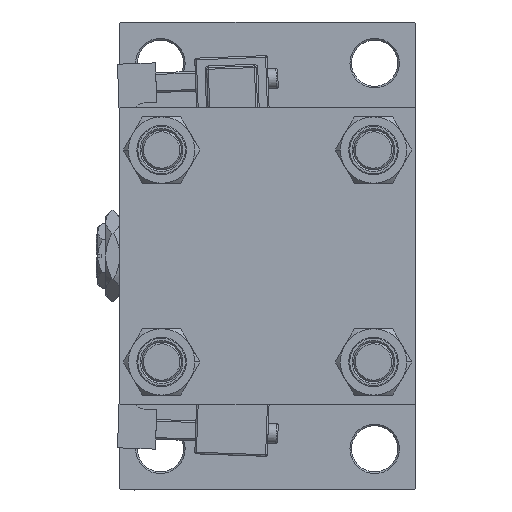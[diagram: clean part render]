
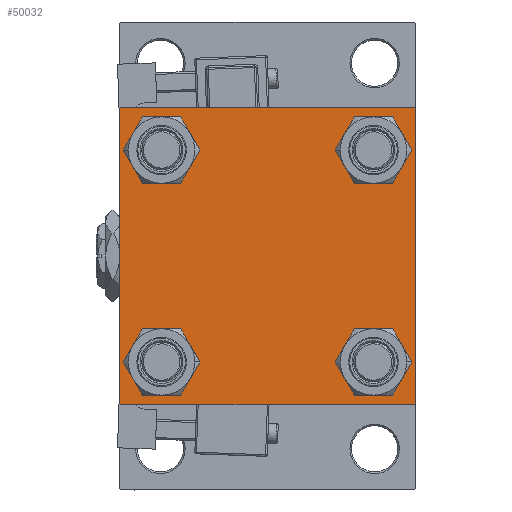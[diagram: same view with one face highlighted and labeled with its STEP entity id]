
A CAD part, left-side view. The second image highlights one B-rep face of the part: STEP entity #50032.
In plain terms, the highlighted planar face has unit normal (-1, 0, 0).
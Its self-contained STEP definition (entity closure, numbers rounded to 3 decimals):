
#154 = ORIENTED_EDGE ( 'NONE', *, *, #49166, .F. ) ;
#349 = DIRECTION ( 'NONE',  ( 1., 0., 0. ) ) ;
#419 = VECTOR ( 'NONE', #37576, 1000. ) ;
#574 = CARTESIAN_POINT ( 'NONE',  ( 0., -32.15, -32.15 ) ) ;
#715 = CARTESIAN_POINT ( 'NONE',  ( 0., 32.15, 25.65 ) ) ;
#811 = FACE_BOUND ( 'NONE', #5663, .T. ) ;
#1110 = ORIENTED_EDGE ( 'NONE', *, *, #39296, .T. ) ;
#1245 = EDGE_LOOP ( 'NONE', ( #38918, #16131 ) ) ;
#1671 = EDGE_LOOP ( 'NONE', ( #39039, #20678, #31969, #3133, #154, #48498, #12346, #36662 ) ) ;
#1706 = VERTEX_POINT ( 'NONE', #9916 ) ;
#3133 = ORIENTED_EDGE ( 'NONE', *, *, #49422, .T. ) ;
#3499 = CIRCLE ( 'NONE', #15985, 6.5 ) ;
#4817 = CARTESIAN_POINT ( 'NONE',  ( 0., 32.15, -25.65 ) ) ;
#4999 = CARTESIAN_POINT ( 'NONE',  ( 0., 32.15, -38.65 ) ) ;
#5214 = AXIS2_PLACEMENT_3D ( 'NONE', #49347, #45421, #36855 ) ;
#5326 = CIRCLE ( 'NONE', #5214, 6.5 ) ;
#5663 = EDGE_LOOP ( 'NONE', ( #17301, #1110 ) ) ;
#7448 = EDGE_CURVE ( 'NONE', #18614, #30344, #5326, .T. ) ;
#7743 = CIRCLE ( 'NONE', #36842, 6.5 ) ;
#7932 = VECTOR ( 'NONE', #33985, 1000. ) ;
#8493 = CARTESIAN_POINT ( 'NONE',  ( 0., 44.75, 44.75 ) ) ;
#8687 = EDGE_CURVE ( 'NONE', #41019, #22537, #7743, .T. ) ;
#8992 = VECTOR ( 'NONE', #44447, 1000. ) ;
#9009 = VERTEX_POINT ( 'NONE', #34132 ) ;
#9853 = DIRECTION ( 'NONE',  ( 0., 0., 1. ) ) ;
#9916 = CARTESIAN_POINT ( 'NONE',  ( 0., 32.15, 38.65 ) ) ;
#10285 = LINE ( 'NONE', #26714, #7932 ) ;
#10495 = CIRCLE ( 'NONE', #51239, 6.5 ) ;
#10507 = DIRECTION ( 'NONE',  ( 1., 0., 0. ) ) ;
#10689 = CARTESIAN_POINT ( 'NONE',  ( 0., 45., 45. ) ) ;
#11463 = VERTEX_POINT ( 'NONE', #50576 ) ;
#11794 = ORIENTED_EDGE ( 'NONE', *, *, #15807, .T. ) ;
#12035 = DIRECTION ( 'NONE',  ( 0., 0., 1. ) ) ;
#12346 = ORIENTED_EDGE ( 'NONE', *, *, #18570, .F. ) ;
#12967 = VERTEX_POINT ( 'NONE', #38151 ) ;
#13022 = CIRCLE ( 'NONE', #15536, 6.5 ) ;
#13483 = CARTESIAN_POINT ( 'NONE',  ( 0., -45., 44.5 ) ) ;
#13791 = VERTEX_POINT ( 'NONE', #41281 ) ;
#14007 = EDGE_CURVE ( 'NONE', #50512, #11463, #42261, .T. ) ;
#14164 = DIRECTION ( 'NONE',  ( 0., 0., 1. ) ) ;
#14326 = DIRECTION ( 'NONE',  ( 0., 0., -1. ) ) ;
#14426 = CARTESIAN_POINT ( 'NONE',  ( 0., -44.75, 44.75 ) ) ;
#15536 = AXIS2_PLACEMENT_3D ( 'NONE', #49694, #29655, #9853 ) ;
#15807 = EDGE_CURVE ( 'NONE', #29429, #23973, #10495, .T. ) ;
#15985 = AXIS2_PLACEMENT_3D ( 'NONE', #35517, #349, #44081 ) ;
#15995 = DIRECTION ( 'NONE',  ( 0., -0.707, -0.707 ) ) ;
#16074 = EDGE_CURVE ( 'NONE', #12967, #17672, #19291, .T. ) ;
#16131 = ORIENTED_EDGE ( 'NONE', *, *, #22556, .T. ) ;
#16331 = LINE ( 'NONE', #8493, #17947 ) ;
#16558 = EDGE_CURVE ( 'NONE', #23973, #29429, #18014, .T. ) ;
#16717 = FACE_BOUND ( 'NONE', #1245, .T. ) ;
#16780 = CARTESIAN_POINT ( 'NONE',  ( 0., 44.5, 45. ) ) ;
#16857 = ORIENTED_EDGE ( 'NONE', *, *, #7448, .T. ) ;
#16960 = EDGE_CURVE ( 'NONE', #30344, #18614, #13022, .T. ) ;
#17092 = VECTOR ( 'NONE', #14326, 1000. ) ;
#17301 = ORIENTED_EDGE ( 'NONE', *, *, #8687, .T. ) ;
#17672 = VERTEX_POINT ( 'NONE', #32905 ) ;
#17807 = DIRECTION ( 'NONE',  ( 0., 0., 1. ) ) ;
#17947 = VECTOR ( 'NONE', #48334, 1000. ) ;
#18014 = CIRCLE ( 'NONE', #33793, 6.5 ) ;
#18570 = EDGE_CURVE ( 'NONE', #33618, #11463, #25836, .T. ) ;
#18614 = VERTEX_POINT ( 'NONE', #4999 ) ;
#18988 = CIRCLE ( 'NONE', #24764, 6.5 ) ;
#19180 = DIRECTION ( 'NONE',  ( 1., 0., 0. ) ) ;
#19291 = LINE ( 'NONE', #10689, #47923 ) ;
#19866 = DIRECTION ( 'NONE',  ( 1., 0., 0. ) ) ;
#20246 = EDGE_CURVE ( 'NONE', #13791, #39883, #29605, .T. ) ;
#20678 = ORIENTED_EDGE ( 'NONE', *, *, #33555, .T. ) ;
#21371 = DIRECTION ( 'NONE',  ( 0., 0., 1. ) ) ;
#21966 = DIRECTION ( 'NONE',  ( 1., 0., 0. ) ) ;
#22495 = DIRECTION ( 'NONE',  ( 1., 0., 0. ) ) ;
#22537 = VERTEX_POINT ( 'NONE', #27757 ) ;
#22556 = EDGE_CURVE ( 'NONE', #44863, #1706, #18988, .T. ) ;
#22682 = EDGE_CURVE ( 'NONE', #1706, #44863, #26457, .T. ) ;
#23973 = VERTEX_POINT ( 'NONE', #48805 ) ;
#24764 = AXIS2_PLACEMENT_3D ( 'NONE', #46747, #19180, #50670 ) ;
#24767 = FACE_BOUND ( 'NONE', #44600, .T. ) ;
#25836 = LINE ( 'NONE', #49243, #49663 ) ;
#26457 = CIRCLE ( 'NONE', #39728, 6.5 ) ;
#26714 = CARTESIAN_POINT ( 'NONE',  ( 0., -44.75, -44.75 ) ) ;
#27757 = CARTESIAN_POINT ( 'NONE',  ( 0., -32.15, 25.65 ) ) ;
#29429 = VERTEX_POINT ( 'NONE', #31976 ) ;
#29605 = LINE ( 'NONE', #48881, #8992 ) ;
#29655 = DIRECTION ( 'NONE',  ( 1., 0., 0. ) ) ;
#30344 = VERTEX_POINT ( 'NONE', #4817 ) ;
#31638 = CARTESIAN_POINT ( 'NONE',  ( 0., 44.75, -44.75 ) ) ;
#31969 = ORIENTED_EDGE ( 'NONE', *, *, #20246, .T. ) ;
#31976 = CARTESIAN_POINT ( 'NONE',  ( 0., -32.15, -38.65 ) ) ;
#32645 = LINE ( 'NONE', #31638, #36529 ) ;
#32842 = DIRECTION ( 'NONE',  ( -1., 0., 0. ) ) ;
#32905 = CARTESIAN_POINT ( 'NONE',  ( 0., 45., -44.5 ) ) ;
#33555 = EDGE_CURVE ( 'NONE', #17672, #13791, #32645, .T. ) ;
#33570 = CARTESIAN_POINT ( 'NONE',  ( 0., -32.15, 38.65 ) ) ;
#33618 = VERTEX_POINT ( 'NONE', #16780 ) ;
#33793 = AXIS2_PLACEMENT_3D ( 'NONE', #574, #19866, #12035 ) ;
#33985 = DIRECTION ( 'NONE',  ( 0., -0.707, 0.707 ) ) ;
#34114 = CARTESIAN_POINT ( 'NONE',  ( 0., -45., 45. ) ) ;
#34132 = CARTESIAN_POINT ( 'NONE',  ( 0., -45., -44.5 ) ) ;
#35517 = CARTESIAN_POINT ( 'NONE',  ( 0., -32.15, 32.15 ) ) ;
#36220 = AXIS2_PLACEMENT_3D ( 'NONE', #44532, #32842, #21371 ) ;
#36529 = VECTOR ( 'NONE', #15995, 1000. ) ;
#36662 = ORIENTED_EDGE ( 'NONE', *, *, #50656, .T. ) ;
#36842 = AXIS2_PLACEMENT_3D ( 'NONE', #41214, #21966, #17807 ) ;
#36855 = DIRECTION ( 'NONE',  ( 0., 0., 1. ) ) ;
#37576 = DIRECTION ( 'NONE',  ( 0., 0.707, 0.707 ) ) ;
#38024 = DIRECTION ( 'NONE',  ( 0., 0., -1. ) ) ;
#38151 = CARTESIAN_POINT ( 'NONE',  ( 0., 45., 44.5 ) ) ;
#38918 = ORIENTED_EDGE ( 'NONE', *, *, #22682, .T. ) ;
#39039 = ORIENTED_EDGE ( 'NONE', *, *, #16074, .T. ) ;
#39296 = EDGE_CURVE ( 'NONE', #22537, #41019, #3499, .T. ) ;
#39728 = AXIS2_PLACEMENT_3D ( 'NONE', #50085, #10507, #14164 ) ;
#39883 = VERTEX_POINT ( 'NONE', #41261 ) ;
#40523 = ORIENTED_EDGE ( 'NONE', *, *, #16960, .T. ) ;
#41019 = VERTEX_POINT ( 'NONE', #33570 ) ;
#41214 = CARTESIAN_POINT ( 'NONE',  ( 0., -32.15, 32.15 ) ) ;
#41261 = CARTESIAN_POINT ( 'NONE',  ( 0., -44.5, -45. ) ) ;
#41281 = CARTESIAN_POINT ( 'NONE',  ( 0., 44.5, -45. ) ) ;
#41424 = DIRECTION ( 'NONE',  ( 0., -1., 0. ) ) ;
#42261 = LINE ( 'NONE', #14426, #419 ) ;
#44030 = FACE_BOUND ( 'NONE', #49238, .T. ) ;
#44081 = DIRECTION ( 'NONE',  ( 0., 0., 1. ) ) ;
#44447 = DIRECTION ( 'NONE',  ( 0., -1., 0. ) ) ;
#44532 = CARTESIAN_POINT ( 'NONE',  ( 0., 0., 0. ) ) ;
#44600 = EDGE_LOOP ( 'NONE', ( #46911, #11794 ) ) ;
#44863 = VERTEX_POINT ( 'NONE', #715 ) ;
#45042 = FACE_OUTER_BOUND ( 'NONE', #1671, .T. ) ;
#45421 = DIRECTION ( 'NONE',  ( 1., 0., 0. ) ) ;
#46153 = CARTESIAN_POINT ( 'NONE',  ( 0., -32.15, -32.15 ) ) ;
#46416 = DIRECTION ( 'NONE',  ( 0., 0., 1. ) ) ;
#46747 = CARTESIAN_POINT ( 'NONE',  ( 0., 32.15, 32.15 ) ) ;
#46911 = ORIENTED_EDGE ( 'NONE', *, *, #16558, .T. ) ;
#47923 = VECTOR ( 'NONE', #38024, 1000. ) ;
#48334 = DIRECTION ( 'NONE',  ( 0., 0.707, -0.707 ) ) ;
#48459 = PLANE ( 'NONE',  #36220 ) ;
#48498 = ORIENTED_EDGE ( 'NONE', *, *, #14007, .T. ) ;
#48805 = CARTESIAN_POINT ( 'NONE',  ( 0., -32.15, -25.65 ) ) ;
#48881 = CARTESIAN_POINT ( 'NONE',  ( 0., 45., -45. ) ) ;
#49166 = EDGE_CURVE ( 'NONE', #50512, #9009, #50963, .T. ) ;
#49238 = EDGE_LOOP ( 'NONE', ( #40523, #16857 ) ) ;
#49243 = CARTESIAN_POINT ( 'NONE',  ( 0., 45., 45. ) ) ;
#49347 = CARTESIAN_POINT ( 'NONE',  ( 0., 32.15, -32.15 ) ) ;
#49422 = EDGE_CURVE ( 'NONE', #39883, #9009, #10285, .T. ) ;
#49663 = VECTOR ( 'NONE', #41424, 1000. ) ;
#49694 = CARTESIAN_POINT ( 'NONE',  ( 0., 32.15, -32.15 ) ) ;
#50032 = ADVANCED_FACE ( 'NONE', ( #811, #24767, #44030, #16717, #45042 ), #48459, .T. ) ;
#50085 = CARTESIAN_POINT ( 'NONE',  ( 0., 32.15, 32.15 ) ) ;
#50512 = VERTEX_POINT ( 'NONE', #13483 ) ;
#50576 = CARTESIAN_POINT ( 'NONE',  ( 0., -44.5, 45. ) ) ;
#50656 = EDGE_CURVE ( 'NONE', #33618, #12967, #16331, .T. ) ;
#50670 = DIRECTION ( 'NONE',  ( 0., 0., 1. ) ) ;
#50963 = LINE ( 'NONE', #34114, #17092 ) ;
#51239 = AXIS2_PLACEMENT_3D ( 'NONE', #46153, #22495, #46416 ) ;
